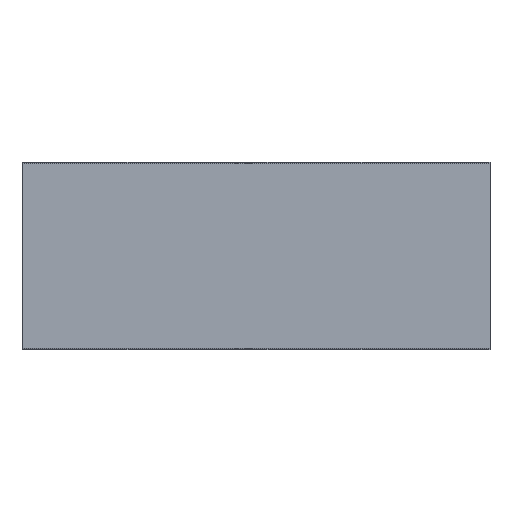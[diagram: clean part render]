
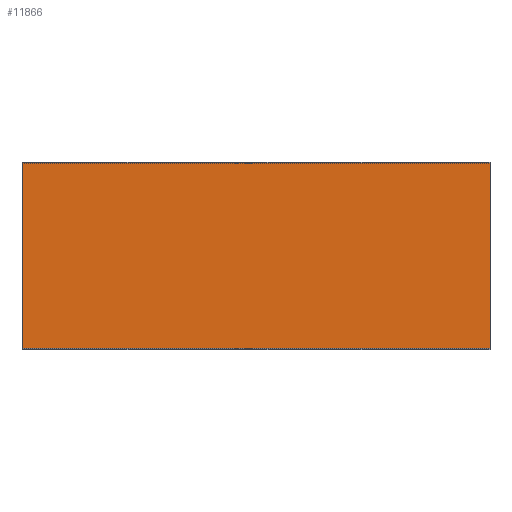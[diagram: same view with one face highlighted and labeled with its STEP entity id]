
A CAD part, top view. The second image highlights one B-rep face of the part: STEP entity #11866.
In plain terms, the highlighted face is planar.
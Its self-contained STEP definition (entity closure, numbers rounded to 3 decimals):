
#11515=DIRECTION('',(1.,0.,0.));
#11516=VECTOR('',#11515,39.6);
#11517=CARTESIAN_POINT('',(-19.8,1.5,50.));
#11518=LINE('',#11517,#11516);
#11523=DIRECTION('',(1.,0.,0.));
#11524=VECTOR('',#11523,39.6);
#11525=CARTESIAN_POINT('',(-19.8,1.5,-50.));
#11526=LINE('',#11525,#11524);
#11527=DIRECTION('',(0.,0.,1.));
#11528=VECTOR('',#11527,100.);
#11529=CARTESIAN_POINT('',(19.8,1.5,-50.));
#11530=LINE('',#11529,#11528);
#11535=DIRECTION('',(0.,0.,1.));
#11536=VECTOR('',#11535,100.);
#11537=CARTESIAN_POINT('',(-19.8,1.5,-50.));
#11538=LINE('',#11537,#11536);
#11699=CARTESIAN_POINT('',(19.8,1.5,-50.));
#11700=CARTESIAN_POINT('',(19.8,1.5,50.));
#11701=VERTEX_POINT('',#11699);
#11702=VERTEX_POINT('',#11700);
#11703=CARTESIAN_POINT('',(-19.8,1.5,-50.));
#11704=CARTESIAN_POINT('',(-19.8,1.5,50.));
#11705=VERTEX_POINT('',#11703);
#11706=VERTEX_POINT('',#11704);
#11854=CARTESIAN_POINT('',(-18.3,1.5,-50.));
#11855=DIRECTION('',(0.,1.,0.));
#11856=DIRECTION('',(-1.,0.,0.));
#11857=AXIS2_PLACEMENT_3D('',#11854,#11855,#11856);
#11858=PLANE('',#11857);
#11859=ORIENTED_EDGE('',*,*,#11836,.F.);
#11861=ORIENTED_EDGE('',*,*,#11860,.F.);
#11862=ORIENTED_EDGE('',*,*,#11740,.T.);
#11863=ORIENTED_EDGE('',*,*,#11849,.T.);
#11864=EDGE_LOOP('',(#11859,#11861,#11862,#11863));
#11865=FACE_OUTER_BOUND('',#11864,.F.);
#11740=EDGE_CURVE('',#11705,#11701,#11526,.T.);
#11836=EDGE_CURVE('',#11706,#11702,#11518,.T.);
#11849=EDGE_CURVE('',#11701,#11702,#11530,.T.);
#11860=EDGE_CURVE('',#11705,#11706,#11538,.T.);
#11866=ADVANCED_FACE('',(#11865),#11858,.T.);
